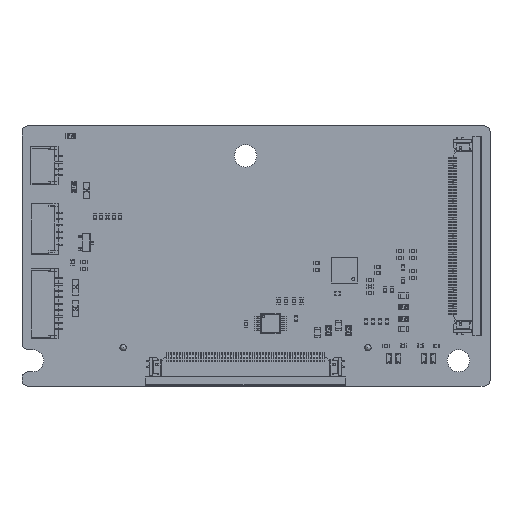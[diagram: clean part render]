
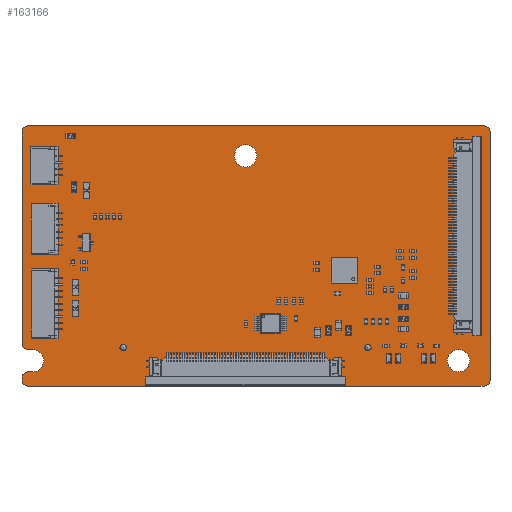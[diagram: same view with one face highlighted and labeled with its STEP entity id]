
A CAD part, top view. The second image highlights one B-rep face of the part: STEP entity #163166.
In plain terms, the highlighted planar face has unit normal (0, 0, 1).
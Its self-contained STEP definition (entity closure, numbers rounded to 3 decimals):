
#162906 = VERTEX_POINT('',#162907);
#162907 = CARTESIAN_POINT('',(187.45,-68.,1.51));
#162913 = EDGE_CURVE('',#162906,#162914,#162916,.T.);
#162914 = VERTEX_POINT('',#162915);
#162915 = CARTESIAN_POINT('',(188.45,-69.,1.51));
#162916 = CIRCLE('',#162917,1.);
#162917 = AXIS2_PLACEMENT_3D('',#162918,#162919,#162920);
#162918 = CARTESIAN_POINT('',(187.45,-69.,1.51));
#162919 = DIRECTION('',(0.,0.,-1.));
#162920 = DIRECTION('',(0.,1.,0.));
#162948 = VERTEX_POINT('',#162949);
#162949 = CARTESIAN_POINT('',(150.,-68.,1.51));
#162955 = EDGE_CURVE('',#162948,#162906,#162956,.T.);
#162956 = LINE('',#162957,#162958);
#162957 = CARTESIAN_POINT('',(150.,-68.,1.51));
#162958 = VECTOR('',#162959,1.);
#162959 = DIRECTION('',(1.,0.,0.));
#162977 = EDGE_CURVE('',#162914,#162978,#162980,.T.);
#162978 = VERTEX_POINT('',#162979);
#162979 = CARTESIAN_POINT('',(188.45,-108.,1.51));
#162980 = LINE('',#162981,#162982);
#162981 = CARTESIAN_POINT('',(188.45,-69.,1.51));
#162982 = VECTOR('',#162983,1.);
#162983 = DIRECTION('',(0.,-1.,0.));
#163166 = ADVANCED_FACE('',(#163167,#163280,#163291,#163302,#163313),
  #163324,.T.);
#163167 = FACE_BOUND('',#163168,.T.);
#163168 = EDGE_LOOP('',(#163169,#163170,#163171,#163179,#163188,#163196,
    #163205,#163213,#163222,#163230,#163239,#163247,#163256,#163264,
    #163272,#163279));
#163169 = ORIENTED_EDGE('',*,*,#162913,.F.);
#163170 = ORIENTED_EDGE('',*,*,#162955,.F.);
#163171 = ORIENTED_EDGE('',*,*,#163172,.F.);
#163172 = EDGE_CURVE('',#163173,#162948,#163175,.T.);
#163173 = VERTEX_POINT('',#163174);
#163174 = CARTESIAN_POINT('',(115.85,-68.,1.51));
#163175 = LINE('',#163176,#163177);
#163176 = CARTESIAN_POINT('',(115.85,-68.,1.51));
#163177 = VECTOR('',#163178,1.);
#163178 = DIRECTION('',(1.,0.,0.));
#163179 = ORIENTED_EDGE('',*,*,#163180,.F.);
#163180 = EDGE_CURVE('',#163181,#163173,#163183,.T.);
#163181 = VERTEX_POINT('',#163182);
#163182 = CARTESIAN_POINT('',(114.85,-69.,1.51));
#163183 = CIRCLE('',#163184,1.);
#163184 = AXIS2_PLACEMENT_3D('',#163185,#163186,#163187);
#163185 = CARTESIAN_POINT('',(115.85,-69.,1.51));
#163186 = DIRECTION('',(0.,0.,-1.));
#163187 = DIRECTION('',(-1.,0.,-0.));
#163188 = ORIENTED_EDGE('',*,*,#163189,.F.);
#163189 = EDGE_CURVE('',#163190,#163181,#163192,.T.);
#163190 = VERTEX_POINT('',#163191);
#163191 = CARTESIAN_POINT('',(114.85,-102.21,1.51));
#163192 = LINE('',#163193,#163194);
#163193 = CARTESIAN_POINT('',(114.85,-102.21,1.51));
#163194 = VECTOR('',#163195,1.);
#163195 = DIRECTION('',(0.,1.,0.));
#163196 = ORIENTED_EDGE('',*,*,#163197,.F.);
#163197 = EDGE_CURVE('',#163198,#163190,#163200,.T.);
#163198 = VERTEX_POINT('',#163199);
#163199 = CARTESIAN_POINT('',(115.85,-103.21,1.51));
#163200 = CIRCLE('',#163201,1.);
#163201 = AXIS2_PLACEMENT_3D('',#163202,#163203,#163204);
#163202 = CARTESIAN_POINT('',(115.85,-102.21,1.51));
#163203 = DIRECTION('',(0.,0.,-1.));
#163204 = DIRECTION('',(0.,-1.,0.));
#163205 = ORIENTED_EDGE('',*,*,#163206,.F.);
#163206 = EDGE_CURVE('',#163207,#163198,#163209,.T.);
#163207 = VERTEX_POINT('',#163208);
#163208 = CARTESIAN_POINT('',(116.5,-103.21,1.51));
#163209 = LINE('',#163210,#163211);
#163210 = CARTESIAN_POINT('',(116.5,-103.21,1.51));
#163211 = VECTOR('',#163212,1.);
#163212 = DIRECTION('',(-1.,0.,0.));
#163213 = ORIENTED_EDGE('',*,*,#163214,.F.);
#163214 = EDGE_CURVE('',#163215,#163207,#163217,.T.);
#163215 = VERTEX_POINT('',#163216);
#163216 = CARTESIAN_POINT('',(116.5,-106.71,1.51));
#163217 = CIRCLE('',#163218,1.75);
#163218 = AXIS2_PLACEMENT_3D('',#163219,#163220,#163221);
#163219 = CARTESIAN_POINT('',(116.5,-104.96,1.51));
#163220 = DIRECTION('',(0.,0.,1.));
#163221 = DIRECTION('',(-0.,-1.,0.));
#163222 = ORIENTED_EDGE('',*,*,#163223,.F.);
#163223 = EDGE_CURVE('',#163224,#163215,#163226,.T.);
#163224 = VERTEX_POINT('',#163225);
#163225 = CARTESIAN_POINT('',(115.85,-106.71,1.51));
#163226 = LINE('',#163227,#163228);
#163227 = CARTESIAN_POINT('',(115.85,-106.71,1.51));
#163228 = VECTOR('',#163229,1.);
#163229 = DIRECTION('',(1.,0.,0.));
#163230 = ORIENTED_EDGE('',*,*,#163231,.F.);
#163231 = EDGE_CURVE('',#163232,#163224,#163234,.T.);
#163232 = VERTEX_POINT('',#163233);
#163233 = CARTESIAN_POINT('',(114.85,-107.71,1.51));
#163234 = CIRCLE('',#163235,1.);
#163235 = AXIS2_PLACEMENT_3D('',#163236,#163237,#163238);
#163236 = CARTESIAN_POINT('',(115.85,-107.71,1.51));
#163237 = DIRECTION('',(0.,0.,-1.));
#163238 = DIRECTION('',(-1.,0.,-0.));
#163239 = ORIENTED_EDGE('',*,*,#163240,.F.);
#163240 = EDGE_CURVE('',#163241,#163232,#163243,.T.);
#163241 = VERTEX_POINT('',#163242);
#163242 = CARTESIAN_POINT('',(114.85,-108.,1.51));
#163243 = LINE('',#163244,#163245);
#163244 = CARTESIAN_POINT('',(114.85,-108.,1.51));
#163245 = VECTOR('',#163246,1.);
#163246 = DIRECTION('',(0.,1.,0.));
#163247 = ORIENTED_EDGE('',*,*,#163248,.F.);
#163248 = EDGE_CURVE('',#163249,#163241,#163251,.T.);
#163249 = VERTEX_POINT('',#163250);
#163250 = CARTESIAN_POINT('',(115.85,-109.,1.51));
#163251 = CIRCLE('',#163252,1.);
#163252 = AXIS2_PLACEMENT_3D('',#163253,#163254,#163255);
#163253 = CARTESIAN_POINT('',(115.85,-108.,1.51));
#163254 = DIRECTION('',(0.,0.,-1.));
#163255 = DIRECTION('',(0.,-1.,0.));
#163256 = ORIENTED_EDGE('',*,*,#163257,.F.);
#163257 = EDGE_CURVE('',#163258,#163249,#163260,.T.);
#163258 = VERTEX_POINT('',#163259);
#163259 = CARTESIAN_POINT('',(187.,-109.,1.51));
#163260 = LINE('',#163261,#163262);
#163261 = CARTESIAN_POINT('',(187.,-109.,1.51));
#163262 = VECTOR('',#163263,1.);
#163263 = DIRECTION('',(-1.,0.,0.));
#163264 = ORIENTED_EDGE('',*,*,#163265,.F.);
#163265 = EDGE_CURVE('',#163266,#163258,#163268,.T.);
#163266 = VERTEX_POINT('',#163267);
#163267 = CARTESIAN_POINT('',(187.45,-109.,1.51));
#163268 = LINE('',#163269,#163270);
#163269 = CARTESIAN_POINT('',(187.45,-109.,1.51));
#163270 = VECTOR('',#163271,1.);
#163271 = DIRECTION('',(-1.,0.,0.));
#163272 = ORIENTED_EDGE('',*,*,#163273,.F.);
#163273 = EDGE_CURVE('',#162978,#163266,#163274,.T.);
#163274 = CIRCLE('',#163275,1.);
#163275 = AXIS2_PLACEMENT_3D('',#163276,#163277,#163278);
#163276 = CARTESIAN_POINT('',(187.45,-108.,1.51));
#163277 = DIRECTION('',(0.,0.,-1.));
#163278 = DIRECTION('',(1.,0.,0.));
#163279 = ORIENTED_EDGE('',*,*,#162977,.F.);
#163280 = FACE_BOUND('',#163281,.T.);
#163281 = EDGE_LOOP('',(#163282));
#163282 = ORIENTED_EDGE('',*,*,#163283,.T.);
#163283 = EDGE_CURVE('',#163284,#163284,#163286,.T.);
#163284 = VERTEX_POINT('',#163285);
#163285 = CARTESIAN_POINT('',(130.761,-103.436,1.51));
#163286 = CIRCLE('',#163287,0.51);
#163287 = AXIS2_PLACEMENT_3D('',#163288,#163289,#163290);
#163288 = CARTESIAN_POINT('',(130.761,-102.926,1.51));
#163289 = DIRECTION('',(-0.,0.,-1.));
#163290 = DIRECTION('',(-0.,-1.,0.));
#163291 = FACE_BOUND('',#163292,.T.);
#163292 = EDGE_LOOP('',(#163293));
#163293 = ORIENTED_EDGE('',*,*,#163294,.T.);
#163294 = EDGE_CURVE('',#163295,#163295,#163297,.T.);
#163295 = VERTEX_POINT('',#163296);
#163296 = CARTESIAN_POINT('',(169.239,-103.436,1.51));
#163297 = CIRCLE('',#163298,0.51);
#163298 = AXIS2_PLACEMENT_3D('',#163299,#163300,#163301);
#163299 = CARTESIAN_POINT('',(169.239,-102.926,1.51));
#163300 = DIRECTION('',(-0.,0.,-1.));
#163301 = DIRECTION('',(-0.,-1.,0.));
#163302 = FACE_BOUND('',#163303,.T.);
#163303 = EDGE_LOOP('',(#163304));
#163304 = ORIENTED_EDGE('',*,*,#163305,.T.);
#163305 = EDGE_CURVE('',#163306,#163306,#163308,.T.);
#163306 = VERTEX_POINT('',#163307);
#163307 = CARTESIAN_POINT('',(183.5,-106.71,1.51));
#163308 = CIRCLE('',#163309,1.75);
#163309 = AXIS2_PLACEMENT_3D('',#163310,#163311,#163312);
#163310 = CARTESIAN_POINT('',(183.5,-104.96,1.51));
#163311 = DIRECTION('',(-0.,0.,-1.));
#163312 = DIRECTION('',(-0.,-1.,0.));
#163313 = FACE_BOUND('',#163314,.T.);
#163314 = EDGE_LOOP('',(#163315));
#163315 = ORIENTED_EDGE('',*,*,#163316,.T.);
#163316 = EDGE_CURVE('',#163317,#163317,#163319,.T.);
#163317 = VERTEX_POINT('',#163318);
#163318 = CARTESIAN_POINT('',(150.,-74.51,1.51));
#163319 = CIRCLE('',#163320,1.75);
#163320 = AXIS2_PLACEMENT_3D('',#163321,#163322,#163323);
#163321 = CARTESIAN_POINT('',(150.,-72.76,1.51));
#163322 = DIRECTION('',(-0.,0.,-1.));
#163323 = DIRECTION('',(-0.,-1.,0.));
#163324 = PLANE('',#163325);
#163325 = AXIS2_PLACEMENT_3D('',#163326,#163327,#163328);
#163326 = CARTESIAN_POINT('',(0.,0.,1.51));
#163327 = DIRECTION('',(0.,0.,1.));
#163328 = DIRECTION('',(1.,0.,-0.));
